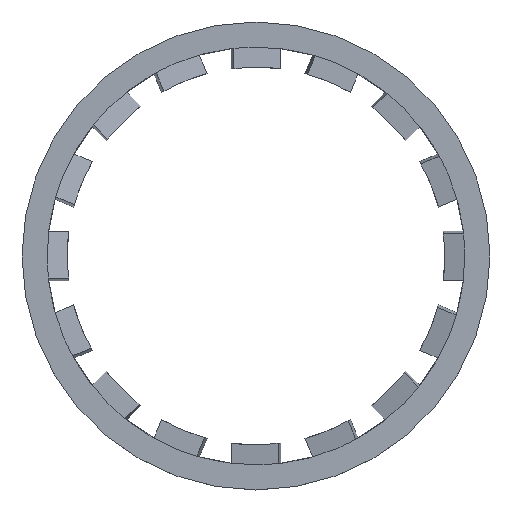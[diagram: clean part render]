
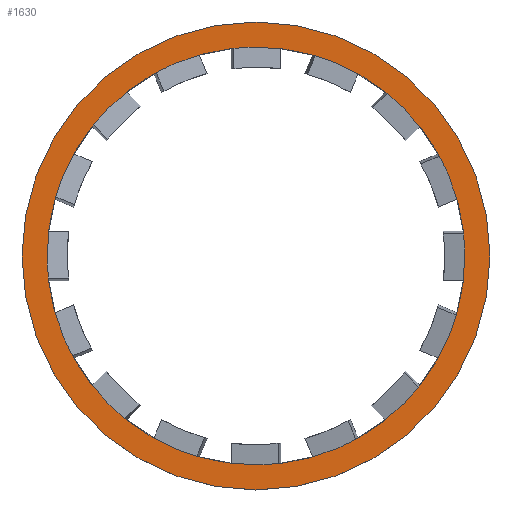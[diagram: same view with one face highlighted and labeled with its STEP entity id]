
A CAD part, top view. The second image highlights one B-rep face of the part: STEP entity #1630.
In plain terms, the highlighted planar face has unit normal (0, 0, 1).
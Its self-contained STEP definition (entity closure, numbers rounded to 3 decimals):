
#72=CARTESIAN_POINT('',(-7.9,0.,14.935));
#73=VERTEX_POINT('',#72);
#89=CARTESIAN_POINT('',(7.9,0.,14.935));
#90=VERTEX_POINT('',#89);
#97=CARTESIAN_POINT('',(0.,0.,14.935));
#98=DIRECTION('',(0.0,0.0,-1.0));
#99=DIRECTION('',(-1.0,0.0,0.0));
#100=AXIS2_PLACEMENT_3D('',#97,#98,#99);
#101=CIRCLE('',#100,7.9);
#102=EDGE_CURVE('',#90,#73,#101,.T.);
#113=CARTESIAN_POINT('',(0.,0.,14.935));
#114=DIRECTION('',(0.0,0.0,-1.0));
#115=DIRECTION('',(-1.0,0.0,0.0));
#116=AXIS2_PLACEMENT_3D('',#113,#114,#115);
#117=CIRCLE('',#116,7.9);
#118=EDGE_CURVE('',#73,#90,#117,.T.);
#138=CARTESIAN_POINT('',(-6.505,2.718,14.935));
#139=VERTEX_POINT('',#138);
#210=CARTESIAN_POINT('',(-4.97,5.001,14.935));
#211=VERTEX_POINT('',#210);
#219=CARTESIAN_POINT('',(0.,0.,14.935));
#220=DIRECTION('',(0.0,0.0,-1.0));
#221=DIRECTION('',(-1.0,0.0,0.0));
#222=AXIS2_PLACEMENT_3D('',#219,#220,#221);
#223=CIRCLE('',#222,7.05);
#224=EDGE_CURVE('',#139,#211,#223,.T.);
#236=CARTESIAN_POINT('',(-7.05,0.022,14.935));
#237=VERTEX_POINT('',#236);
#311=CARTESIAN_POINT('',(0.,0.,14.935));
#312=DIRECTION('',(0.0,0.0,-1.0));
#313=DIRECTION('',(-1.0,0.0,0.0));
#314=AXIS2_PLACEMENT_3D('',#311,#312,#313);
#315=CIRCLE('',#314,7.05);
#316=EDGE_CURVE('',#237,#139,#315,.T.);
#328=CARTESIAN_POINT('',(-6.522,-2.678,14.935));
#329=VERTEX_POINT('',#328);
#403=CARTESIAN_POINT('',(0.,0.,14.935));
#404=DIRECTION('',(0.0,0.0,-1.0));
#405=DIRECTION('',(-1.0,0.0,0.0));
#406=AXIS2_PLACEMENT_3D('',#403,#404,#405);
#407=CIRCLE('',#406,7.05);
#408=EDGE_CURVE('',#329,#237,#407,.T.);
#420=CARTESIAN_POINT('',(-5.001,-4.97,14.935));
#421=VERTEX_POINT('',#420);
#495=CARTESIAN_POINT('',(0.,0.,14.935));
#496=DIRECTION('',(0.0,0.0,-1.0));
#497=DIRECTION('',(-1.0,0.0,0.0));
#498=AXIS2_PLACEMENT_3D('',#495,#496,#497);
#499=CIRCLE('',#498,7.05);
#500=EDGE_CURVE('',#421,#329,#499,.T.);
#512=CARTESIAN_POINT('',(-2.718,-6.505,14.935));
#513=VERTEX_POINT('',#512);
#587=CARTESIAN_POINT('',(0.,0.,14.935));
#588=DIRECTION('',(0.0,0.0,-1.0));
#589=DIRECTION('',(-1.0,0.0,0.0));
#590=AXIS2_PLACEMENT_3D('',#587,#588,#589);
#591=CIRCLE('',#590,7.05);
#592=EDGE_CURVE('',#513,#421,#591,.T.);
#604=CARTESIAN_POINT('',(-0.022,-7.05,14.935));
#605=VERTEX_POINT('',#604);
#679=CARTESIAN_POINT('',(0.,0.,14.935));
#680=DIRECTION('',(0.0,0.0,-1.0));
#681=DIRECTION('',(-1.0,0.0,0.0));
#682=AXIS2_PLACEMENT_3D('',#679,#680,#681);
#683=CIRCLE('',#682,7.05);
#684=EDGE_CURVE('',#605,#513,#683,.T.);
#696=CARTESIAN_POINT('',(2.678,-6.522,14.935));
#697=VERTEX_POINT('',#696);
#771=CARTESIAN_POINT('',(0.,0.,14.935));
#772=DIRECTION('',(0.0,0.0,-1.0));
#773=DIRECTION('',(-1.0,0.0,0.0));
#774=AXIS2_PLACEMENT_3D('',#771,#772,#773);
#775=CIRCLE('',#774,7.05);
#776=EDGE_CURVE('',#697,#605,#775,.T.);
#788=CARTESIAN_POINT('',(4.97,-5.001,14.935));
#789=VERTEX_POINT('',#788);
#863=CARTESIAN_POINT('',(0.,0.,14.935));
#864=DIRECTION('',(0.0,0.0,-1.0));
#865=DIRECTION('',(-1.0,0.0,0.0));
#866=AXIS2_PLACEMENT_3D('',#863,#864,#865);
#867=CIRCLE('',#866,7.05);
#868=EDGE_CURVE('',#789,#697,#867,.T.);
#880=CARTESIAN_POINT('',(6.505,-2.718,14.935));
#881=VERTEX_POINT('',#880);
#955=CARTESIAN_POINT('',(0.,0.,14.935));
#956=DIRECTION('',(0.0,0.0,-1.0));
#957=DIRECTION('',(-1.0,0.0,0.0));
#958=AXIS2_PLACEMENT_3D('',#955,#956,#957);
#959=CIRCLE('',#958,7.05);
#960=EDGE_CURVE('',#881,#789,#959,.T.);
#972=CARTESIAN_POINT('',(7.05,-0.022,14.935));
#973=VERTEX_POINT('',#972);
#1047=CARTESIAN_POINT('',(0.,0.,14.935));
#1048=DIRECTION('',(0.0,0.0,-1.0));
#1049=DIRECTION('',(-1.0,0.0,0.0));
#1050=AXIS2_PLACEMENT_3D('',#1047,#1048,#1049);
#1051=CIRCLE('',#1050,7.05);
#1052=EDGE_CURVE('',#973,#881,#1051,.T.);
#1064=CARTESIAN_POINT('',(6.522,2.678,14.935));
#1065=VERTEX_POINT('',#1064);
#1139=CARTESIAN_POINT('',(0.,0.,14.935));
#1140=DIRECTION('',(0.0,0.0,-1.0));
#1141=DIRECTION('',(-1.0,0.0,0.0));
#1142=AXIS2_PLACEMENT_3D('',#1139,#1140,#1141);
#1143=CIRCLE('',#1142,7.05);
#1144=EDGE_CURVE('',#1065,#973,#1143,.T.);
#1156=CARTESIAN_POINT('',(5.001,4.97,14.935));
#1157=VERTEX_POINT('',#1156);
#1231=CARTESIAN_POINT('',(0.,0.,14.935));
#1232=DIRECTION('',(0.0,0.0,-1.0));
#1233=DIRECTION('',(-1.0,0.0,0.0));
#1234=AXIS2_PLACEMENT_3D('',#1231,#1232,#1233);
#1235=CIRCLE('',#1234,7.05);
#1236=EDGE_CURVE('',#1157,#1065,#1235,.T.);
#1248=CARTESIAN_POINT('',(2.718,6.505,14.935));
#1249=VERTEX_POINT('',#1248);
#1323=CARTESIAN_POINT('',(0.,0.,14.935));
#1324=DIRECTION('',(0.0,0.0,-1.0));
#1325=DIRECTION('',(-1.0,0.0,0.0));
#1326=AXIS2_PLACEMENT_3D('',#1323,#1324,#1325);
#1327=CIRCLE('',#1326,7.05);
#1328=EDGE_CURVE('',#1249,#1157,#1327,.T.);
#1340=CARTESIAN_POINT('',(0.022,7.05,14.935));
#1341=VERTEX_POINT('',#1340);
#1415=CARTESIAN_POINT('',(0.,0.,14.935));
#1416=DIRECTION('',(0.0,0.0,-1.0));
#1417=DIRECTION('',(-1.0,0.0,0.0));
#1418=AXIS2_PLACEMENT_3D('',#1415,#1416,#1417);
#1419=CIRCLE('',#1418,7.05);
#1420=EDGE_CURVE('',#1341,#1249,#1419,.T.);
#1430=CARTESIAN_POINT('',(-2.678,6.522,14.935));
#1431=VERTEX_POINT('',#1430);
#1441=CARTESIAN_POINT('',(0.,0.,14.935));
#1442=DIRECTION('',(0.0,0.0,-1.0));
#1443=DIRECTION('',(-1.0,0.0,0.0));
#1444=AXIS2_PLACEMENT_3D('',#1441,#1442,#1443);
#1445=CIRCLE('',#1444,7.05);
#1446=EDGE_CURVE('',#211,#1431,#1445,.T.);
#1593=CARTESIAN_POINT('',(0.,0.,14.935));
#1594=DIRECTION('',(0.0,0.0,-1.0));
#1595=DIRECTION('',(-1.0,0.0,0.0));
#1596=AXIS2_PLACEMENT_3D('',#1593,#1594,#1595);
#1597=CIRCLE('',#1596,7.05);
#1598=EDGE_CURVE('',#1431,#1341,#1597,.T.);
#1603=CARTESIAN_POINT('',(8.69,8.69,14.935));
#1604=DIRECTION('',(0.0,0.0,-1.0));
#1605=DIRECTION('',(-1.0,0.0,0.0));
#1606=AXIS2_PLACEMENT_3D('',#1603,#1604,#1605);
#1607=PLANE('',#1606);
#1608=ORIENTED_EDGE('',*,*,#102,.F.);
#1609=ORIENTED_EDGE('',*,*,#118,.F.);
#1610=EDGE_LOOP('',(#1608,#1609));
#1611=FACE_OUTER_BOUND('',#1610,.T.);
#1612=ORIENTED_EDGE('',*,*,#408,.T.);
#1613=ORIENTED_EDGE('',*,*,#316,.T.);
#1614=ORIENTED_EDGE('',*,*,#224,.T.);
#1615=ORIENTED_EDGE('',*,*,#1446,.T.);
#1616=ORIENTED_EDGE('',*,*,#1598,.T.);
#1617=ORIENTED_EDGE('',*,*,#1420,.T.);
#1618=ORIENTED_EDGE('',*,*,#1328,.T.);
#1619=ORIENTED_EDGE('',*,*,#1236,.T.);
#1620=ORIENTED_EDGE('',*,*,#1144,.T.);
#1621=ORIENTED_EDGE('',*,*,#1052,.T.);
#1622=ORIENTED_EDGE('',*,*,#960,.T.);
#1623=ORIENTED_EDGE('',*,*,#868,.T.);
#1624=ORIENTED_EDGE('',*,*,#776,.T.);
#1625=ORIENTED_EDGE('',*,*,#684,.T.);
#1626=ORIENTED_EDGE('',*,*,#592,.T.);
#1627=ORIENTED_EDGE('',*,*,#500,.T.);
#1628=EDGE_LOOP('',(#1612,#1613,#1614,#1615,#1616,#1617,#1618,#1619,#1620,#1621,#1622,#1623,#1624,#1625,#1626,#1627));
#1629=FACE_BOUND('',#1628,.T.);
#1630=ADVANCED_FACE('',(#1611,#1629),#1607,.F.);
